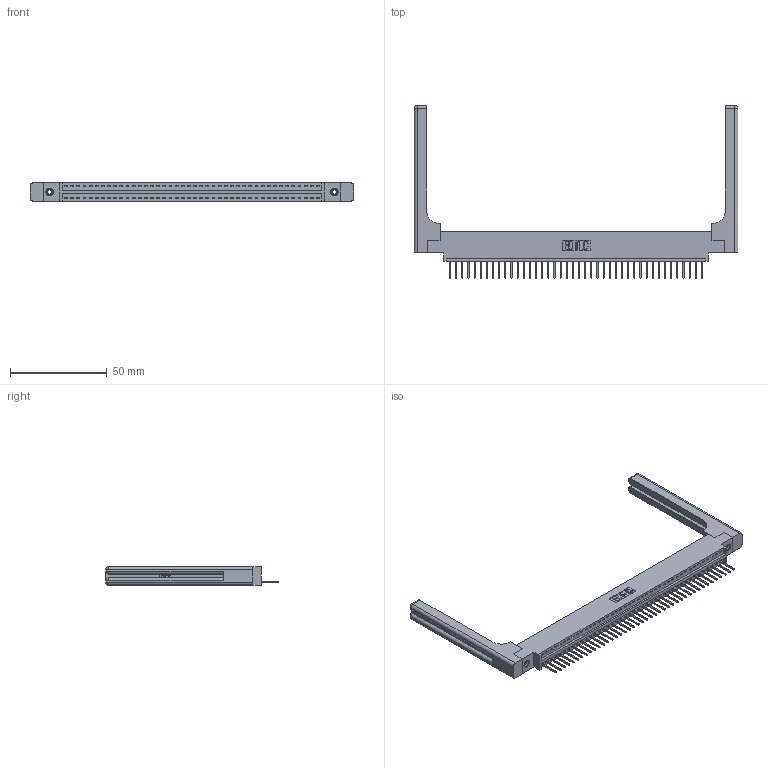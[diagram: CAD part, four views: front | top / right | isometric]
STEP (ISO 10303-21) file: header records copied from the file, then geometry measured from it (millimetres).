
FILE_DESCRIPTION (( 'STEP AP203' ), '1' );
FILE_NAME ('396-042-526-658.STEP', '2019-10-27T21:56:03', ( '' ), ( '' ), 'SwSTEP 2.0', 'SolidWorks 2016', '' );
FILE_SCHEMA (( 'CONFIG_CONTROL_DESIGN' ));
Length unit declared in the file: inch
Products named in the file (5): 346 Part_0.170 Offset - 0.156 Dia-TH; 346-220-058_345-220-058; 345-250-001_345-250-001-102; 396-042-526-658; 345-292-001_345-293-126
Assembly tree (47 placements, depth 2):
  396-042-526-658
    346 Part_0.170 Offset - 0.156 Dia-TH
    345-292-001_345-293-126  x42
    345-250-001_345-250-001-102  x2
    346-220-058_345-220-058  x2
Bounding box: 167.41 x 89.41 x 9.4 mm (x, y, z)
Volume: 23355.3 mm3; surface area: 25083.1 mm2
Topology: 47 solids, 47 shells, 2818 faces, 8399 edges, 5522 vertices
Faces by surface type: plane 1908, cylinder 850, bspline 36, cone 12, sphere 8, torus 4
Entity records: 31398 total; most frequent: CARTESIAN_POINT 6363, ORIENTED_EDGE 5136, DIRECTION 4544, EDGE_CURVE 2568, VECTOR 2176, LINE 2176, VERTEX_POINT 1702, AXIS2_PLACEMENT_3D 1184
